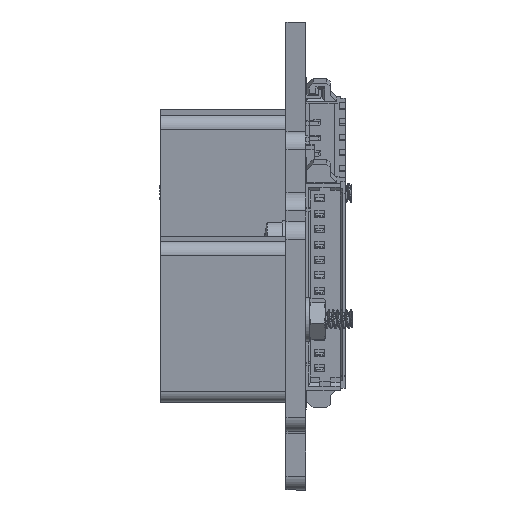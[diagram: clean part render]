
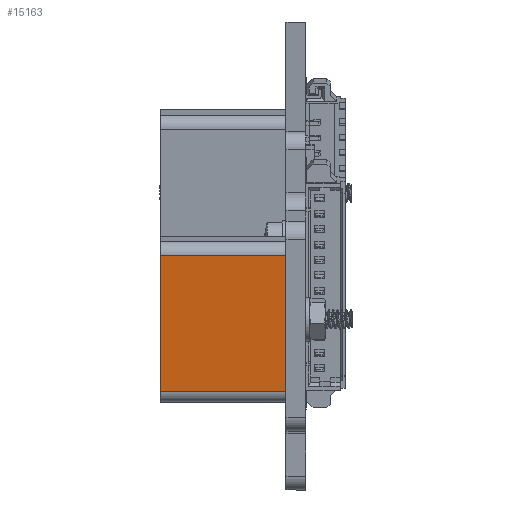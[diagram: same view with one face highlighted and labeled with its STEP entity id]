
A CAD part, left-side view. The second image highlights one B-rep face of the part: STEP entity #15163.
In plain terms, the highlighted face is planar.
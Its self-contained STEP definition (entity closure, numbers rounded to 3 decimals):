
#763=PLANE('',#16401);
#1345=FACE_OUTER_BOUND('',#2177,.T.);
#2177=EDGE_LOOP('',(#10441,#10442,#10443,#10444));
#3073=LINE('',#21448,#4764);
#3074=LINE('',#21455,#4765);
#3075=LINE('',#21458,#4766);
#3076=LINE('',#21459,#4767);
#4764=VECTOR('',#17527,10.);
#4765=VECTOR('',#17536,10.);
#4766=VECTOR('',#17539,10.);
#4767=VECTOR('',#17540,10.);
#6689=VERTEX_POINT('',#21445);
#6690=VERTEX_POINT('',#21447);
#6692=VERTEX_POINT('',#21453);
#6693=VERTEX_POINT('',#21457);
#8175=EDGE_CURVE('',#6690,#6689,#3073,.T.);
#8179=EDGE_CURVE('',#6690,#6692,#3074,.T.);
#8180=EDGE_CURVE('',#6693,#6689,#3075,.T.);
#8181=EDGE_CURVE('',#6692,#6693,#3076,.T.);
#10441=ORIENTED_EDGE('',*,*,#8179,.F.);
#10442=ORIENTED_EDGE('',*,*,#8175,.T.);
#10443=ORIENTED_EDGE('',*,*,#8180,.F.);
#10444=ORIENTED_EDGE('',*,*,#8181,.F.);
#15163=ADVANCED_FACE('',(#1345),#763,.T.);
#16401=AXIS2_PLACEMENT_3D('',#21456,#17537,#17538);
#17527=DIRECTION('',(1.,0.,0.));
#17536=DIRECTION('',(0.,1.,0.));
#17537=DIRECTION('center_axis',(0.,0.,1.));
#17538=DIRECTION('ref_axis',(1.,0.,0.));
#17539=DIRECTION('',(0.,-1.,0.));
#17540=DIRECTION('',(1.,0.,0.));
#21445=CARTESIAN_POINT('',(-1.,0.,0.));
#21447=CARTESIAN_POINT('',(-12.,0.,0.));
#21448=CARTESIAN_POINT('',(-13.,0.,0.));
#21453=CARTESIAN_POINT('',(-12.,10.06,0.));
#21455=CARTESIAN_POINT('',(-12.,0.,0.));
#21456=CARTESIAN_POINT('Origin',(-13.,0.,0.));
#21457=CARTESIAN_POINT('',(-1.,10.06,0.));
#21458=CARTESIAN_POINT('',(-1.,0.,0.));
#21459=CARTESIAN_POINT('',(-13.,10.06,0.));
